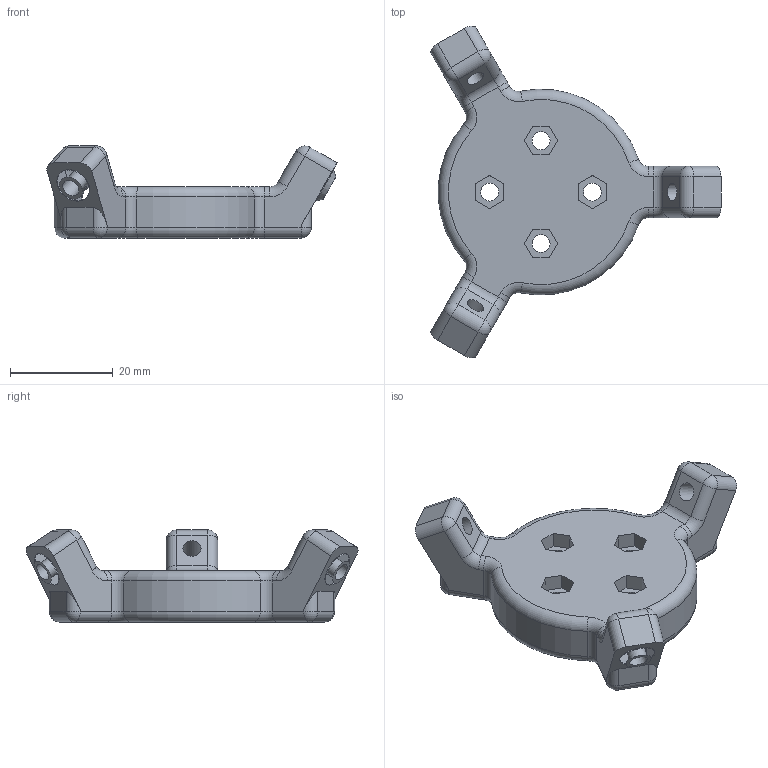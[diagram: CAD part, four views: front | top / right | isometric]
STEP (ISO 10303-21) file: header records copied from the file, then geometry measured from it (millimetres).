
FILE_DESCRIPTION(/* description */ (''),/* implementation_level */ '2;1');
FILE_NAME(/* name */ 'TopPlatform.stp',/* time_stamp */ '2022-08-07T16:12:15+03:00',/* author */ ('zreik'),/* organization */ (''),/* preprocessor_version */ 'ST-DEVELOPER v17',/* originating_system */ 'Autodesk Inventor 2019',/* authorisation */ '');
FILE_SCHEMA (('AUTOMOTIVE_DESIGN { 1 0 10303 214 3 1 1 }'));
Length unit declared in the file: millimetre
Products named in the file (1): BottomPlatform
Bounding box: 56.4 x 64.54 x 17.93 mm (x, y, z)
Volume: 16510.9 mm3; surface area: 6239.8 mm2
Topology: 1 solids, 1 shells, 148 faces, 345 edges, 206 vertices
Faces by surface type: cylinder 58, plane 51, torus 24, sphere 12, cone 3
Full cylindrical faces by diameter (mm): 3.5 x7, 7 x3
Entity records: 4258 total; most frequent: DIRECTION 801, CARTESIAN_POINT 700, ORIENTED_EDGE 690, EDGE_CURVE 345, AXIS2_PLACEMENT_3D 307, VERTEX_POINT 206, LINE 187, VECTOR 187
